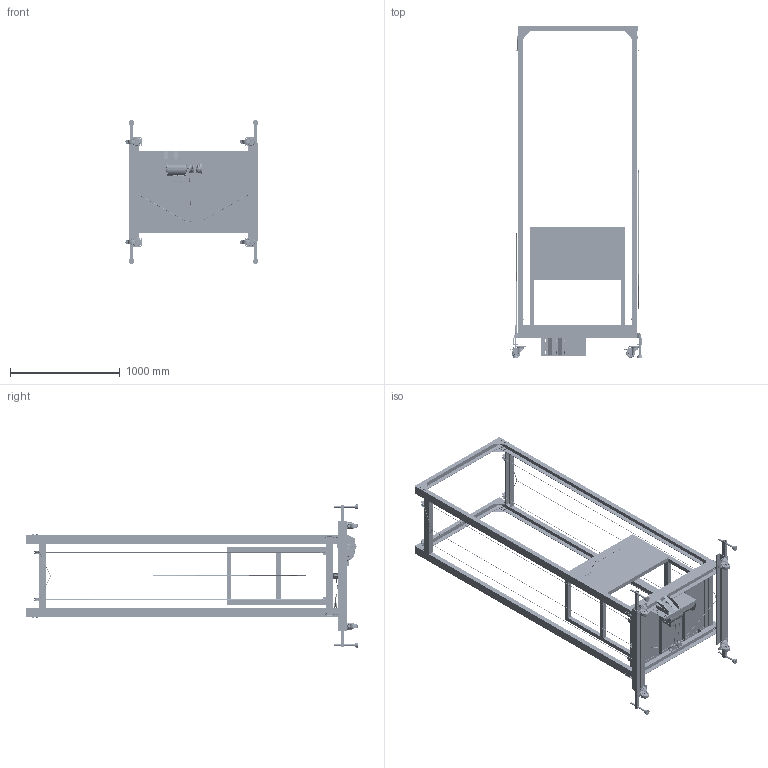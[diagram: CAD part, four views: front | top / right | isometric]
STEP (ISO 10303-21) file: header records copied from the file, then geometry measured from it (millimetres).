
FILE_DESCRIPTION(('FreeCAD Model'),'2;1');
FILE_NAME('Open CASCADE Shape Model','2025-05-04T12:04:07',('FreeCAD'),( 'FreeCAD'),'Open CASCADE STEP processor 7.6','FreeCAD','Unknown');
FILE_SCHEMA(('AUTOMOTIVE_DESIGN { 1 0 10303 214 1 1 1 1 }'));
Products named in the file (1): Open CASCADE STEP translator 7.6 1
Bounding box: 1211.87 x 3022.99 x 1309.77 mm (x, y, z)
Volume: 30306381.7 mm3; surface area: 15301952.9 mm2
Topology: 345 solids, 345 shells, 9877 faces, 25235 edges, 16168 vertices
Faces by surface type: cylinder 3220, plane 3181, bspline 1483, cone 1069, torus 764, sphere 160
Full cylindrical faces by diameter (mm): 2.4 x12, 2.8 x12, 3 x12, 4 x44, 7 x24, 8 x16, 9 x4, 10 x3, 11 x36, 12 x8, 14 x2, 16 x4, 17.5 x8, 19 x16, 22 x8, 28 x8, 43 x16, 80 x2, 114 x4, 133.14 x1
Entity records: 509028 total; most frequent: CARTESIAN_POINT 290103, ORIENTED_EDGE 50030, DIRECTION 39637, EDGE_CURVE 25015, VERTEX_POINT 16168, AXIS2_PLACEMENT_3D 14720, FACE_BOUND 10809, EDGE_LOOP 10809
